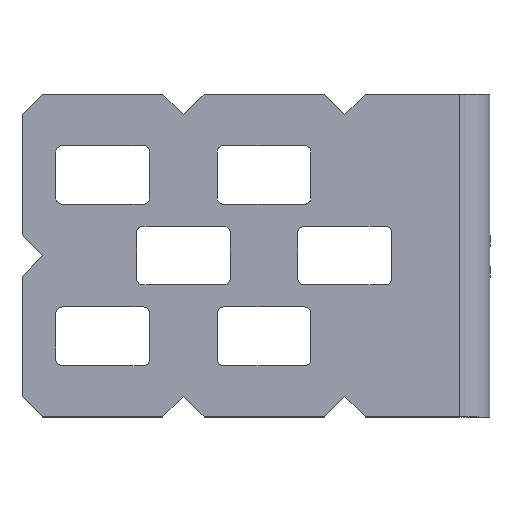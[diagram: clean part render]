
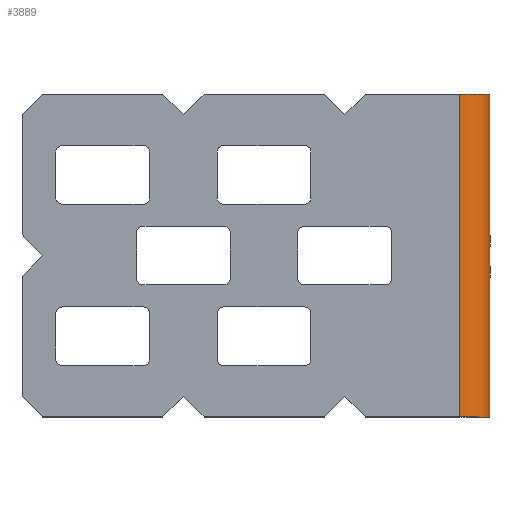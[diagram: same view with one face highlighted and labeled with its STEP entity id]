
A CAD part, top view. The second image highlights one B-rep face of the part: STEP entity #3889.
In plain terms, the highlighted cylindrical face has radius 2.388 mm (diameter 4.775 mm), a partial arc.
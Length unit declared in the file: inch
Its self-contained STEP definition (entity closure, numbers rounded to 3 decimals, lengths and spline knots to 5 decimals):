
#5 = CYLINDRICAL_SURFACE ( 'NONE', #4356, 0.094 ) ;
#31 = EDGE_CURVE ( 'NONE', #2857, #4482, #833, .T. ) ;
#142 = CARTESIAN_POINT ( 'NONE',  ( 0.756, -0.5, -0.032 ) ) ;
#274 = DIRECTION ( 'NONE',  ( 0., -1., 0. ) ) ;
#362 = VECTOR ( 'NONE', #601, 39.37008 ) ;
#460 = DIRECTION ( 'NONE',  ( 0., -1., 0. ) ) ;
#515 = EDGE_LOOP ( 'NONE', ( #566, #3838, #3558, #3411 ) ) ;
#566 = ORIENTED_EDGE ( 'NONE', *, *, #3030, .F. ) ;
#601 = DIRECTION ( 'NONE',  ( 0., 1., 0. ) ) ;
#833 = LINE ( 'NONE', #2360, #3702 ) ;
#991 = CARTESIAN_POINT ( 'NONE',  ( 0.662, 0.5, -0.032 ) ) ;
#1041 = AXIS2_PLACEMENT_3D ( 'NONE', #991, #3617, #4714 ) ;
#1162 = DIRECTION ( 'NONE',  ( 1., 0., 0. ) ) ;
#1407 = LINE ( 'NONE', #3201, #362 ) ;
#1803 = EDGE_CURVE ( 'NONE', #2740, #4482, #3010, .T. ) ;
#1902 = CARTESIAN_POINT ( 'NONE',  ( 0.662, 0.5, 0.062 ) ) ;
#2009 = CIRCLE ( 'NONE', #2878, 0.094 ) ;
#2360 = CARTESIAN_POINT ( 'NONE',  ( 0.756, 0., -0.032 ) ) ;
#2740 = VERTEX_POINT ( 'NONE', #1902 ) ;
#2857 = VERTEX_POINT ( 'NONE', #142 ) ;
#2878 = AXIS2_PLACEMENT_3D ( 'NONE', #4667, #460, #3465 ) ;
#2904 = CARTESIAN_POINT ( 'NONE',  ( 0.662, -0.5, -0.032 ) ) ;
#3010 = CIRCLE ( 'NONE', #1041, 0.094 ) ;
#3030 = EDGE_CURVE ( 'NONE', #3063, #2740, #1407, .T. ) ;
#3063 = VERTEX_POINT ( 'NONE', #4398 ) ;
#3201 = CARTESIAN_POINT ( 'NONE',  ( 0.662, -0.5, 0.062 ) ) ;
#3411 = ORIENTED_EDGE ( 'NONE', *, *, #1803, .F. ) ;
#3465 = DIRECTION ( 'NONE',  ( 0., 0., -1. ) ) ;
#3558 = ORIENTED_EDGE ( 'NONE', *, *, #31, .T. ) ;
#3617 = DIRECTION ( 'NONE',  ( 0., 1., 0. ) ) ;
#3702 = VECTOR ( 'NONE', #3846, 39.37008 ) ;
#3838 = ORIENTED_EDGE ( 'NONE', *, *, #4038, .F. ) ;
#3846 = DIRECTION ( 'NONE',  ( 0., 1., 0. ) ) ;
#3889 = ADVANCED_FACE ( 'NONE', ( #4533 ), #5, .T. ) ;
#4038 = EDGE_CURVE ( 'NONE', #2857, #3063, #2009, .T. ) ;
#4356 = AXIS2_PLACEMENT_3D ( 'NONE', #2904, #274, #1162 ) ;
#4398 = CARTESIAN_POINT ( 'NONE',  ( 0.662, -0.5, 0.062 ) ) ;
#4482 = VERTEX_POINT ( 'NONE', #4767 ) ;
#4533 = FACE_OUTER_BOUND ( 'NONE', #515, .T. ) ;
#4667 = CARTESIAN_POINT ( 'NONE',  ( 0.662, -0.5, -0.032 ) ) ;
#4714 = DIRECTION ( 'NONE',  ( 0., 0., -1. ) ) ;
#4767 = CARTESIAN_POINT ( 'NONE',  ( 0.756, 0.5, -0.032 ) ) ;
